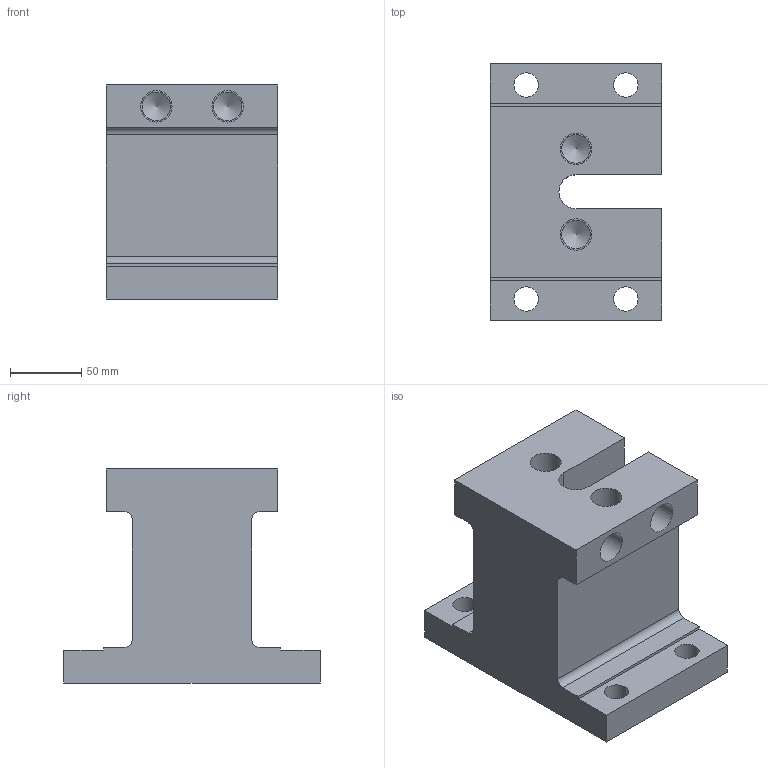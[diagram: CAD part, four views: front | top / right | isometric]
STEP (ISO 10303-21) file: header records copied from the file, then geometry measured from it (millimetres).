
FILE_DESCRIPTION( ( 'Unknown' ), '1' );
FILE_NAME( 'BP37-120180-0150-16.stp', 'Unknown', ( 'S.C.H' ), ( 'Unknown' ), 'XStep 1.0', 'Unknown', ' ' );
FILE_SCHEMA( ( 'CONFIG_CONTROL_DESIGN' ) );
Length unit declared in the file: millimetre
Products named in the file (1): 1
Bounding box: 120 x 180 x 150 mm (x, y, z)
Volume: 1568974.7 mm3; surface area: 152649.7 mm2
Topology: 1 solids, 1 shells, 62 faces, 154 edges, 102 vertices
Faces by surface type: plane 29, cylinder 25, cone 8
Full cylindrical faces by diameter (mm): 17 x4, 20 x8, 22 x8
Entity records: 1678 total; most frequent: DIRECTION 288, CARTESIAN_POINT 271, ORIENTED_EDGE 224, AXIS2_PLACEMENT_3D 113, EDGE_CURVE 112, EDGE_LOOP 106, VERTEX_POINT 96, FACE_OUTER_BOUND 82
